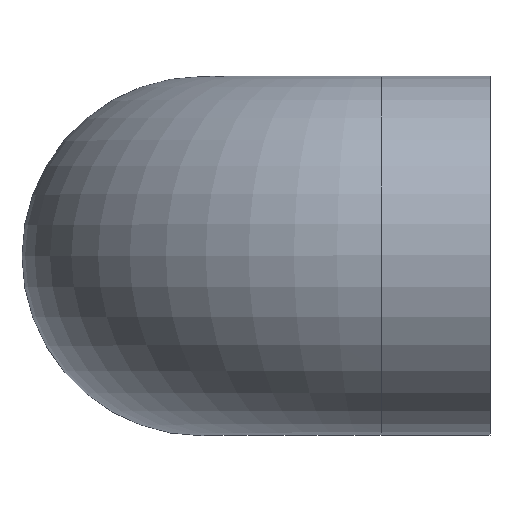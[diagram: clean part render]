
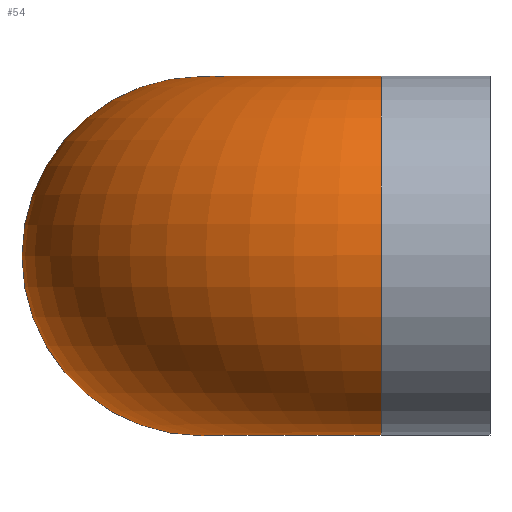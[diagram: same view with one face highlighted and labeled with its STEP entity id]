
A CAD part, top view. The second image highlights one B-rep face of the part: STEP entity #54.
In plain terms, the highlighted toroidal (fillet/blend) face has major radius 40.76 mm and minor radius 40.75 mm.
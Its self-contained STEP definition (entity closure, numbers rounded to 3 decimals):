
#54 = ADVANCED_FACE( '', ( #111, #112 ), #113, .T. );
#111 = FACE_OUTER_BOUND( '', #164, .T. );
#112 = FACE_OUTER_BOUND( '', #165, .T. );
#113 = TOROIDAL_SURFACE( '', #166, 40.76, 40.75 );
#164 = EDGE_LOOP( '', ( #232 ) );
#165 = EDGE_LOOP( '', ( #233, #234 ) );
#166 = AXIS2_PLACEMENT_3D( '', #235, #236, #237 );
#232 = ORIENTED_EDGE( '', *, *, #257, .T. );
#233 = ORIENTED_EDGE( '', *, *, #268, .F. );
#234 = ORIENTED_EDGE( '', *, *, #263, .F. );
#235 = CARTESIAN_POINT( '', ( 40.76, 0., -5.8 ) );
#236 = DIRECTION( '', ( 0., 1., 0. ) );
#237 = DIRECTION( '', ( 0., 0., 1. ) );
#257 = EDGE_CURVE( '', #286, #286, #287, .T. );
#263 = EDGE_CURVE( '', #294, #295, #297, .T. );
#268 = EDGE_CURVE( '', #295, #294, #303, .T. );
#286 = VERTEX_POINT( '', #433 );
#287 = CIRCLE( '', #434, 40.75 );
#294 = VERTEX_POINT( '', #441 );
#295 = VERTEX_POINT( '', #442 );
#297 = CIRCLE( '', #444, 40.75 );
#303 = CIRCLE( '', #450, 40.75 );
#433 = CARTESIAN_POINT( '', ( 40.75, 0., -5.8 ) );
#434 = AXIS2_PLACEMENT_3D( '', #590, #591, #592 );
#441 = CARTESIAN_POINT( '', ( 40.76, -40.75, 34.98 ) );
#442 = CARTESIAN_POINT( '', ( 40.76, 40.75, 34.98 ) );
#444 = AXIS2_PLACEMENT_3D( '', #602, #603, #604 );
#450 = AXIS2_PLACEMENT_3D( '', #611, #612, #613 );
#590 = CARTESIAN_POINT( '', ( 0., 0., -5.8 ) );
#591 = DIRECTION( '', ( 0., 0., 1. ) );
#592 = DIRECTION( '', ( 1., 0., 0. ) );
#602 = CARTESIAN_POINT( '', ( 40.76, 0., 34.96 ) );
#603 = DIRECTION( '', ( 1., 0., 0. ) );
#604 = DIRECTION( '', ( 0., 0., -1. ) );
#611 = CARTESIAN_POINT( '', ( 40.76, 0., 34.96 ) );
#612 = DIRECTION( '', ( 1., 0., 0. ) );
#613 = DIRECTION( '', ( 0., 0., -1. ) );
